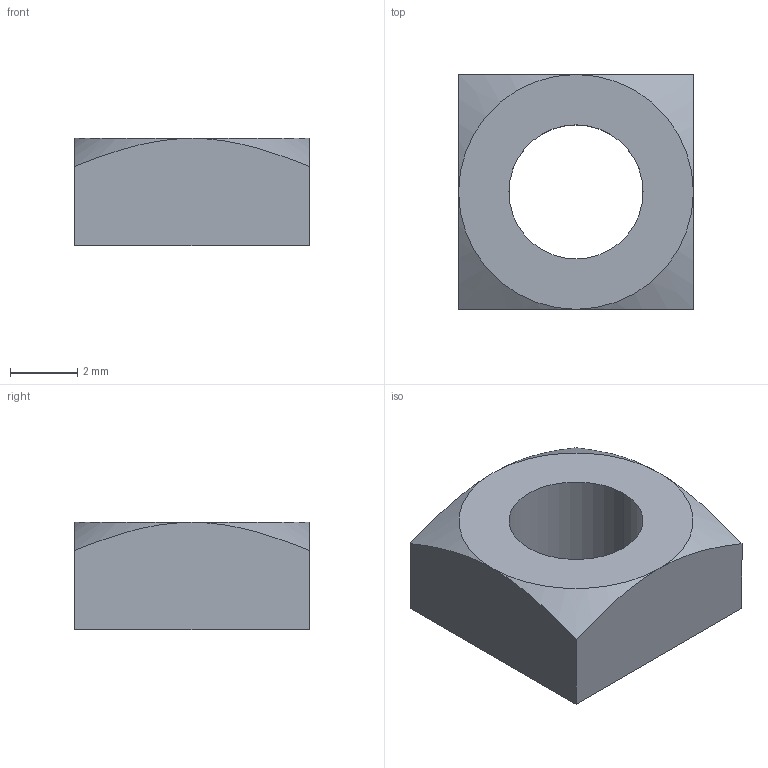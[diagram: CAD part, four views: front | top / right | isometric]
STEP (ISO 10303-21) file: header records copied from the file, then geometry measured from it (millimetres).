
FILE_DESCRIPTION (( 'STEP AP203' ), '1' );
FILE_NAME ('GBT39 M4.STEP', '2016-07-08T02:17:27', ( '微软用户' ), ( '微软中国' ), 'SwSTEP 2.0', 'SolidWorks 2014', '' );
FILE_SCHEMA (( 'CONFIG_CONTROL_DESIGN' ));
Length unit declared in the file: millimetre
Products named in the file (1): GBT39 M4
Bounding box: 7 x 7 x 3.2 mm (x, y, z)
Volume: 113.9 mm3; surface area: 195.9 mm2
Topology: 1 solids, 1 shells, 12 faces, 26 edges, 16 vertices
Faces by surface type: plane 6, cone 4, cylinder 2
Entity records: 439 total; most frequent: CARTESIAN_POINT 103, ORIENTED_EDGE 52, DIRECTION 52, EDGE_CURVE 26, AXIS2_PLACEMENT_3D 21, VERTEX_POINT 16, EDGE_LOOP 14, ADVANCED_FACE 12
